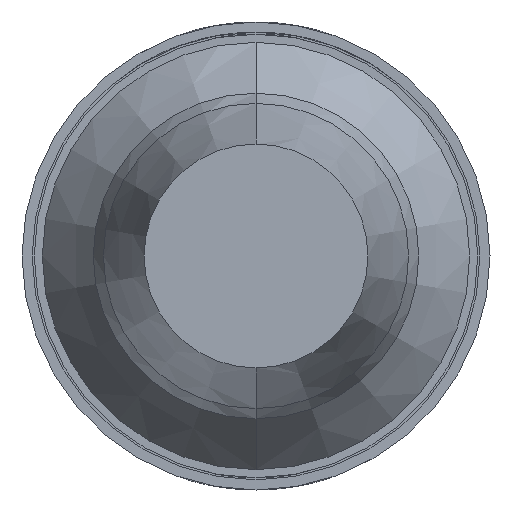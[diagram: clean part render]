
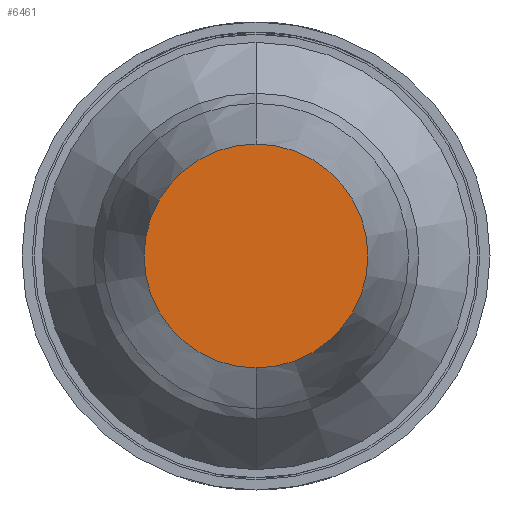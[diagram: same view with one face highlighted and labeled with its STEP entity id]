
A CAD part, front view. The second image highlights one B-rep face of the part: STEP entity #6461.
In plain terms, the highlighted planar face has unit normal (0, -1, 0).
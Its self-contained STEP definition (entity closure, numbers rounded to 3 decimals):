
#114 = CIRCLE ( 'NONE', #225, 0.55 ) ;
#225 = AXIS2_PLACEMENT_3D ( 'NONE', #2402, #5492, #6570 ) ;
#348 = PLANE ( 'NONE',  #1802 ) ;
#372 = EDGE_CURVE ( 'Defeature ausgef�hrt1_31+Defeature ausgef�hrt1_30+Defeature ausgef�hrt1_30+Defeature ausgef�hrt1_30', #5242, #3578, #4792, .T. ) ;
#966 = DIRECTION ( 'NONE',  ( 0., 0., 1. ) ) ;
#1516 = DIRECTION ( 'NONE',  ( 0., 1., 0. ) ) ;
#1597 = AXIS2_PLACEMENT_3D ( 'NONE', #4081, #1516, #966 ) ;
#1802 = AXIS2_PLACEMENT_3D ( 'NONE', #5410, #3426, #4392 ) ;
#2226 = CARTESIAN_POINT ( 'NONE',  ( 0., -36.5, -0.55 ) ) ;
#2402 = CARTESIAN_POINT ( 'NONE',  ( 0., -36.5, 0. ) ) ;
#2617 = EDGE_LOOP ( 'NONE', ( #4471, #3308 ) ) ;
#2813 = EDGE_CURVE ( 'Defeature ausgef�hrt1_31+Defeature ausgef�hrt1_30+Defeature ausgef�hrt1_30+Defeature ausgef�hrt1_30', #3578, #5242, #114, .T. ) ;
#3308 = ORIENTED_EDGE ( 'NONE', *, *, #372, .F. ) ;
#3426 = DIRECTION ( 'NONE',  ( 0., 1., 0. ) ) ;
#3578 = VERTEX_POINT ( 'NONE', #4867 ) ;
#4081 = CARTESIAN_POINT ( 'NONE',  ( 0., -36.5, 0. ) ) ;
#4392 = DIRECTION ( 'NONE',  ( 0., 0., 1. ) ) ;
#4471 = ORIENTED_EDGE ( 'NONE', *, *, #2813, .F. ) ;
#4792 = CIRCLE ( 'NONE', #1597, 0.55 ) ;
#4867 = CARTESIAN_POINT ( 'NONE',  ( 0., -36.5, 0.55 ) ) ;
#5242 = VERTEX_POINT ( 'NONE', #2226 ) ;
#5410 = CARTESIAN_POINT ( 'NONE',  ( 0., -36.5, 0. ) ) ;
#5492 = DIRECTION ( 'NONE',  ( 0., 1., 0. ) ) ;
#5584 = FACE_OUTER_BOUND ( 'NONE', #2617, .T. ) ;
#6461 = ADVANCED_FACE ( 'Defeature ausgef�hrt1_30', ( #5584 ), #348, .F. ) ;
#6570 = DIRECTION ( 'NONE',  ( 0., 0., 1. ) ) ;
